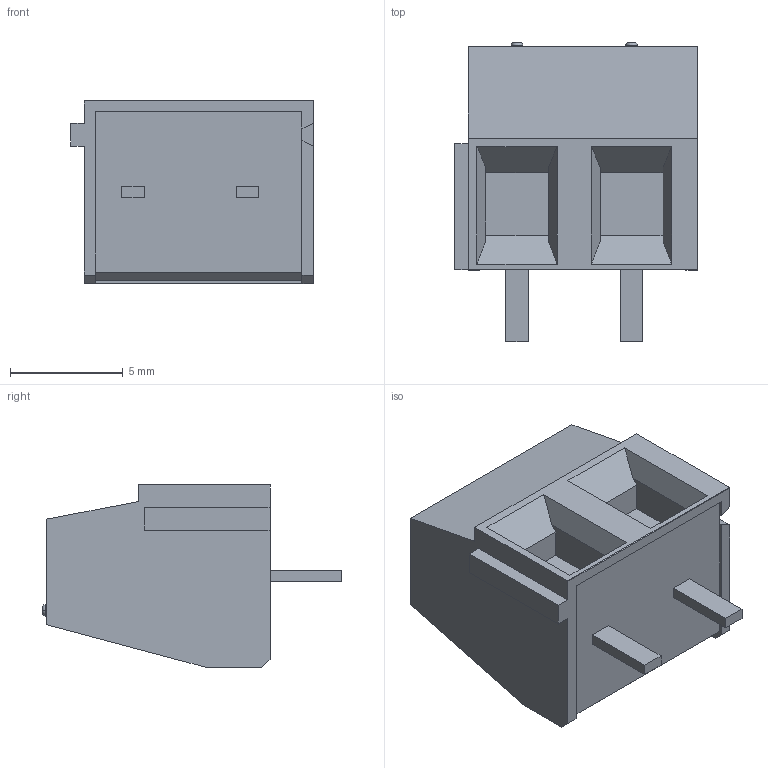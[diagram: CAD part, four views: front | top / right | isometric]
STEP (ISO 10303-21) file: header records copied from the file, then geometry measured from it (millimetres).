
FILE_DESCRIPTION(('STEP AP242'),'1');
FILE_NAME('0398800302.stp','2024-11-29T21:26:30',('TraceParts'),('TraceParts S.A.'),'Spatial InterOp 3D',' ',' ');
FILE_SCHEMA(('AP242_MANAGED_MODEL_BASED_3D_ENGINEERING_MIM_LF {1 0 10303 442 1 1 4}'));
Length unit declared in the file: millimetre
Products named in the file (1): 0398800302_1
Bounding box: 10.77 x 13.27 x 8.13 mm (x, y, z)
Volume: 593.1 mm3; surface area: 698 mm2
Topology: 1 solids, 1 shells, 107 faces, 287 edges, 198 vertices
Faces by surface type: plane 74, cylinder 21, torus 4, cone 4, bspline 4
Entity records: 3581 total; most frequent: CARTESIAN_POINT 842, DIRECTION 571, ORIENTED_EDGE 554, EDGE_CURVE 277, LINE 197, VECTOR 197, AXIS2_PLACEMENT_3D 187, VERTEX_POINT 178
